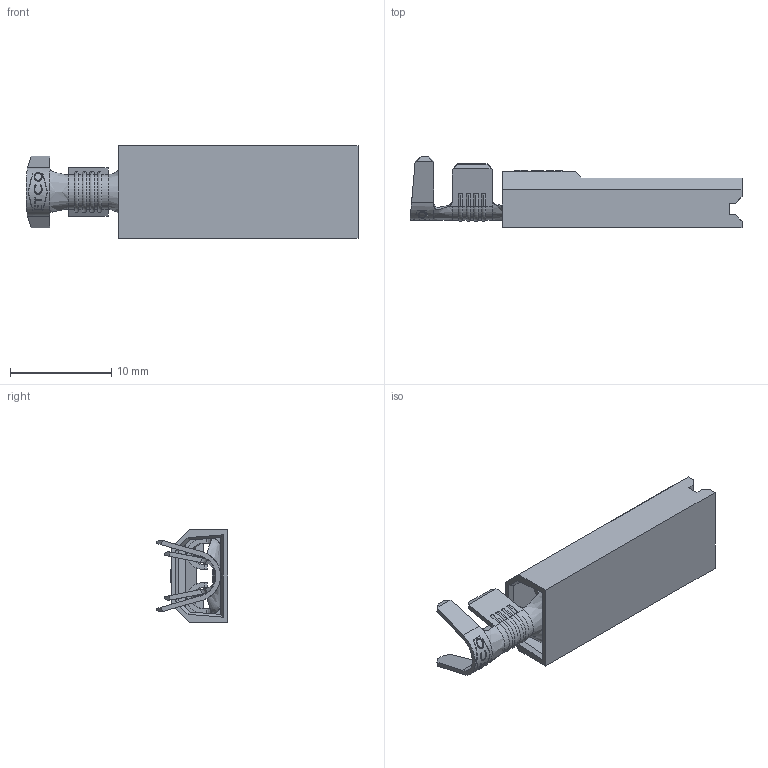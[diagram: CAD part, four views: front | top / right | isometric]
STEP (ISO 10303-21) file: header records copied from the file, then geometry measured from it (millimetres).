
FILE_DESCRIPTION (( 'STEP AP203' ), '1' );
FILE_NAME ('30165.STEP', '2015-02-23T20:52:27', ( '' ), ( '' ), 'SwSTEP 2.0', 'SolidWorks 2014', '' );
FILE_SCHEMA (( 'CONFIG_CONTROL_DESIGN' ));
Length unit declared in the file: inch
Products named in the file (3): D263N_D263N without carrier; P28_Natural; 30165
Assembly tree (2 placements, depth 2):
  30165
    D263N_D263N without carrier
    P28_Natural
Bounding box: 32.85 x 7.06 x 9.19 mm (x, y, z)
Volume: 535.9 mm3; surface area: 1748.3 mm2
Topology: 2 solids, 2 shells, 429 faces, 1181 edges, 770 vertices
Faces by surface type: plane 224, bspline 82, cylinder 77, torus 34, cone 12
Entity records: 18386 total; most frequent: CARTESIAN_POINT 7910, ORIENTED_EDGE 2362, DIRECTION 1741, EDGE_CURVE 1181, VERTEX_POINT 770, LINE 671, VECTOR 671, AXIS2_PLACEMENT_3D 535
